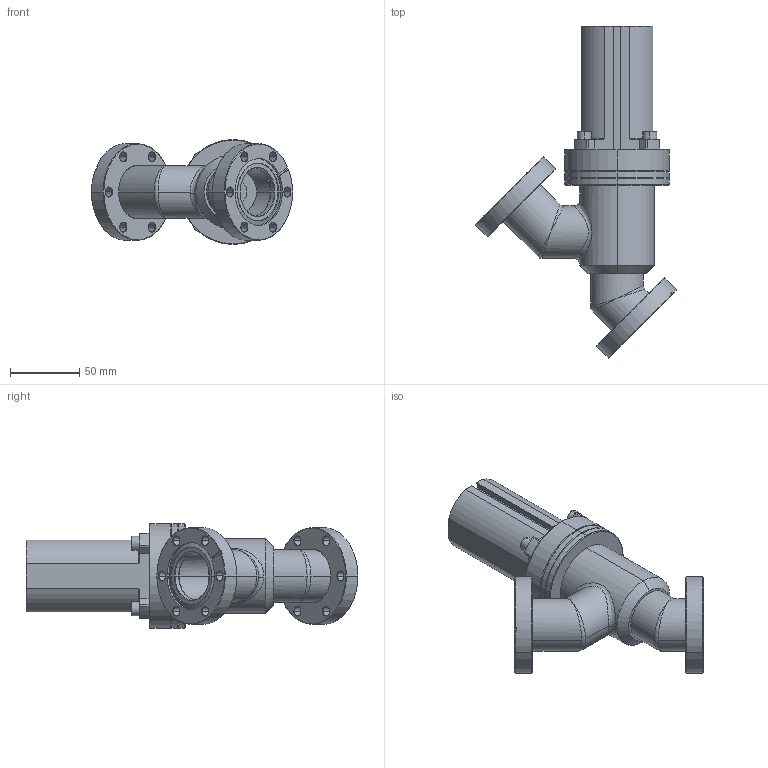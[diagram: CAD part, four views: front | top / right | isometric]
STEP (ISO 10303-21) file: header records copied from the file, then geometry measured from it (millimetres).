
FILE_DESCRIPTION (( 'STEP AP214' ), '1' );
FILE_NAME ('Hositrad_VIV-38CFRP.STEP', '2011-09-30T09:02:23', ( '' ), ( '' ), 'SwSTEP 2.0', 'SolidWorks 2011', '' );
FILE_SCHEMA (( 'AUTOMOTIVE_DESIGN' ));
Length unit declared in the file: millimetre
Products named in the file (5): NW35CF-Weld-38.1; socket head cap screw_iso_ISO 4762 M6 x 10 --- 10N; Pneu-cover; Body35; Hositrad_VIV-38CFRP
Assembly tree (8 placements, depth 2):
  Hositrad_VIV-38CFRP
    NW35CF-Weld-38.1  x2
    Pneu-cover
    socket head cap screw_iso_ISO 4762 M6 x 10 --- 10N  x4
    Body35
Bounding box: 145.44 x 240.06 x 75.8 mm (x, y, z)
Volume: 309392.9 mm3; surface area: 122715.9 mm2
Topology: 9 solids, 9 shells, 365 faces, 860 edges, 512 vertices
Faces by surface type: plane 117, cylinder 116, cone 106, torus 20, bspline 6
Entity records: 7904 total; most frequent: CARTESIAN_POINT 2377, DIRECTION 1164, ORIENTED_EDGE 1058, EDGE_CURVE 529, AXIS2_PLACEMENT_3D 448, VERTEX_POINT 327, VECTOR 268, LINE 268
